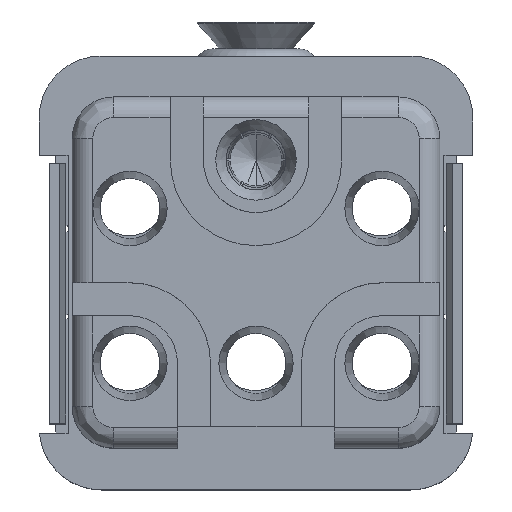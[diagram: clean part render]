
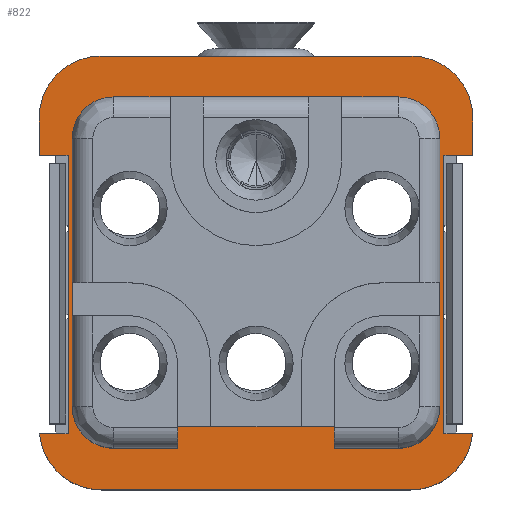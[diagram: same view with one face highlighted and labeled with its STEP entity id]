
A CAD part, top view. The second image highlights one B-rep face of the part: STEP entity #822.
In plain terms, the highlighted planar face has unit normal (0, 0, 1).
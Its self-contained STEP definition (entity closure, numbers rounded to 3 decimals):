
#822=ADVANCED_FACE('',(#1545,#1546),#1272,.T.);
#1272=PLANE('',#8307);
#1545=FACE_BOUND('',#1677,.T.);
#1546=FACE_BOUND('',#1678,.T.);
#1677=EDGE_LOOP('',(#2535,#2536,#2537,#2538,#2539,#2540,#2541,#2542,#2543,
#2544,#2545,#2546,#2547,#2548));
#1678=EDGE_LOOP('',(#2549,#2550,#2551,#2552,#2553,#2554,#2555,#2556,#2557,
#2558,#2559,#2560));
#2202=CIRCLE('',#8299,3.);
#2203=CIRCLE('',#8300,3.);
#2204=CIRCLE('',#8301,3.);
#2205=CIRCLE('',#8302,3.);
#2206=CIRCLE('',#8303,2.);
#2207=CIRCLE('',#8304,2.);
#2208=CIRCLE('',#8305,2.);
#2209=CIRCLE('',#8306,2.);
#2535=ORIENTED_EDGE('',*,*,#5738,.T.);
#2536=ORIENTED_EDGE('',*,*,#5739,.T.);
#2537=ORIENTED_EDGE('',*,*,#5740,.T.);
#2538=ORIENTED_EDGE('',*,*,#5741,.T.);
#2539=ORIENTED_EDGE('',*,*,#5742,.T.);
#2540=ORIENTED_EDGE('',*,*,#5743,.T.);
#2541=ORIENTED_EDGE('',*,*,#5744,.F.);
#2542=ORIENTED_EDGE('',*,*,#5745,.F.);
#2543=ORIENTED_EDGE('',*,*,#5746,.F.);
#2544=ORIENTED_EDGE('',*,*,#5747,.T.);
#2545=ORIENTED_EDGE('',*,*,#5748,.T.);
#2546=ORIENTED_EDGE('',*,*,#5749,.T.);
#2547=ORIENTED_EDGE('',*,*,#5750,.T.);
#2548=ORIENTED_EDGE('',*,*,#5751,.T.);
#2549=ORIENTED_EDGE('',*,*,#5752,.T.);
#2550=ORIENTED_EDGE('',*,*,#5753,.T.);
#2551=ORIENTED_EDGE('',*,*,#5754,.T.);
#2552=ORIENTED_EDGE('',*,*,#5755,.T.);
#2553=ORIENTED_EDGE('',*,*,#5756,.T.);
#2554=ORIENTED_EDGE('',*,*,#5757,.T.);
#2555=ORIENTED_EDGE('',*,*,#5758,.T.);
#2556=ORIENTED_EDGE('',*,*,#5759,.T.);
#2557=ORIENTED_EDGE('',*,*,#5760,.T.);
#2558=ORIENTED_EDGE('',*,*,#5761,.T.);
#2559=ORIENTED_EDGE('',*,*,#5762,.T.);
#2560=ORIENTED_EDGE('',*,*,#5763,.T.);
#4939=VERTEX_POINT('',#11232);
#4940=VERTEX_POINT('',#11233);
#4941=VERTEX_POINT('',#11235);
#4942=VERTEX_POINT('',#11237);
#4943=VERTEX_POINT('',#11239);
#4944=VERTEX_POINT('',#11241);
#4945=VERTEX_POINT('',#11243);
#4946=VERTEX_POINT('',#11245);
#4947=VERTEX_POINT('',#11247);
#4948=VERTEX_POINT('',#11249);
#4949=VERTEX_POINT('',#11251);
#4950=VERTEX_POINT('',#11253);
#4951=VERTEX_POINT('',#11255);
#4952=VERTEX_POINT('',#11257);
#4953=VERTEX_POINT('',#11260);
#4954=VERTEX_POINT('',#11261);
#4955=VERTEX_POINT('',#11263);
#4956=VERTEX_POINT('',#11265);
#4957=VERTEX_POINT('',#11267);
#4958=VERTEX_POINT('',#11269);
#4959=VERTEX_POINT('',#11271);
#4960=VERTEX_POINT('',#11273);
#4961=VERTEX_POINT('',#11275);
#4962=VERTEX_POINT('',#11277);
#4963=VERTEX_POINT('',#11279);
#4964=VERTEX_POINT('',#11281);
#5738=EDGE_CURVE('',#4939,#4940,#6921,.T.);
#5739=EDGE_CURVE('',#4940,#4941,#6922,.T.);
#5740=EDGE_CURVE('',#4941,#4942,#6923,.T.);
#5741=EDGE_CURVE('',#4942,#4943,#2202,.T.);
#5742=EDGE_CURVE('',#4943,#4944,#6924,.T.);
#5743=EDGE_CURVE('',#4944,#4945,#2203,.T.);
#5744=EDGE_CURVE('',#4946,#4945,#6925,.T.);
#5745=EDGE_CURVE('',#4947,#4946,#6926,.T.);
#5746=EDGE_CURVE('',#4948,#4947,#6927,.T.);
#5747=EDGE_CURVE('',#4948,#4949,#6928,.T.);
#5748=EDGE_CURVE('',#4949,#4950,#2204,.T.);
#5749=EDGE_CURVE('',#4950,#4951,#6929,.T.);
#5750=EDGE_CURVE('',#4951,#4952,#2205,.T.);
#5751=EDGE_CURVE('',#4952,#4939,#6930,.T.);
#5752=EDGE_CURVE('',#4953,#4954,#2206,.T.);
#5753=EDGE_CURVE('',#4954,#4955,#6931,.T.);
#5754=EDGE_CURVE('',#4955,#4956,#2207,.T.);
#5755=EDGE_CURVE('',#4956,#4957,#6932,.T.);
#5756=EDGE_CURVE('',#4957,#4958,#6933,.T.);
#5757=EDGE_CURVE('',#4958,#4959,#6934,.T.);
#5758=EDGE_CURVE('',#4959,#4960,#6935,.T.);
#5759=EDGE_CURVE('',#4960,#4961,#6936,.T.);
#5760=EDGE_CURVE('',#4961,#4962,#2208,.T.);
#5761=EDGE_CURVE('',#4962,#4963,#6937,.T.);
#5762=EDGE_CURVE('',#4963,#4964,#2209,.T.);
#5763=EDGE_CURVE('',#4964,#4953,#6938,.T.);
#6921=LINE('',#11231,#7604);
#6922=LINE('',#11234,#7605);
#6923=LINE('',#11236,#7606);
#6924=LINE('',#11240,#7607);
#6925=LINE('',#11244,#7608);
#6926=LINE('',#11246,#7609);
#6927=LINE('',#11248,#7610);
#6928=LINE('',#11250,#7611);
#6929=LINE('',#11254,#7612);
#6930=LINE('',#11258,#7613);
#6931=LINE('',#11262,#7614);
#6932=LINE('',#11266,#7615);
#6933=LINE('',#11268,#7616);
#6934=LINE('',#11270,#7617);
#6935=LINE('',#11272,#7618);
#6936=LINE('',#11274,#7619);
#6937=LINE('',#11278,#7620);
#6938=LINE('',#11282,#7621);
#7604=VECTOR('',#9077,1.);
#7605=VECTOR('',#9078,1.);
#7606=VECTOR('',#9079,1.);
#7607=VECTOR('',#9082,1.);
#7608=VECTOR('',#9085,1.);
#7609=VECTOR('',#9086,1.);
#7610=VECTOR('',#9087,1.);
#7611=VECTOR('',#9088,1.);
#7612=VECTOR('',#9091,1.);
#7613=VECTOR('',#9094,1.);
#7614=VECTOR('',#9097,1.);
#7615=VECTOR('',#9100,1.);
#7616=VECTOR('',#9101,1.);
#7617=VECTOR('',#9102,1.);
#7618=VECTOR('',#9103,1.);
#7619=VECTOR('',#9104,1.);
#7620=VECTOR('',#9107,1.);
#7621=VECTOR('',#9110,1.);
#8299=AXIS2_PLACEMENT_3D('',#11238,#9080,#9081);
#8300=AXIS2_PLACEMENT_3D('',#11242,#9083,#9084);
#8301=AXIS2_PLACEMENT_3D('',#11252,#9089,#9090);
#8302=AXIS2_PLACEMENT_3D('',#11256,#9092,#9093);
#8303=AXIS2_PLACEMENT_3D('',#11259,#9095,#9096);
#8304=AXIS2_PLACEMENT_3D('',#11264,#9098,#9099);
#8305=AXIS2_PLACEMENT_3D('',#11276,#9105,#9106);
#8306=AXIS2_PLACEMENT_3D('',#11280,#9108,#9109);
#8307=AXIS2_PLACEMENT_3D('',#11283,#9111,#9112);
#9077=DIRECTION('',(1.,0.,0.));
#9078=DIRECTION('',(0.,-1.,0.));
#9079=DIRECTION('',(-1.,0.,0.));
#9080=DIRECTION('',(0.,0.,1.));
#9081=DIRECTION('',(1.,0.,0.));
#9082=DIRECTION('',(1.,0.,0.));
#9083=DIRECTION('',(0.,0.,1.));
#9084=DIRECTION('',(1.,0.,0.));
#9085=DIRECTION('',(1.,0.,0.));
#9086=DIRECTION('',(0.,-1.,0.));
#9087=DIRECTION('',(-1.,0.,0.));
#9088=DIRECTION('',(0.,1.,0.));
#9089=DIRECTION('',(0.,0.,1.));
#9090=DIRECTION('',(1.,0.,0.));
#9091=DIRECTION('',(-1.,0.,0.));
#9092=DIRECTION('',(0.,0.,1.));
#9093=DIRECTION('',(1.,0.,0.));
#9094=DIRECTION('',(0.,-1.,0.));
#9095=DIRECTION('',(0.,0.,-1.));
#9096=DIRECTION('',(1.,0.,0.));
#9097=DIRECTION('',(0.,-1.,0.));
#9098=DIRECTION('',(0.,0.,-1.));
#9099=DIRECTION('',(1.,0.,0.));
#9100=DIRECTION('',(-1.,0.,0.));
#9101=DIRECTION('',(0.,1.,0.));
#9102=DIRECTION('',(-1.,0.,0.));
#9103=DIRECTION('',(0.,-1.,0.));
#9104=DIRECTION('',(-1.,0.,0.));
#9105=DIRECTION('',(0.,0.,-1.));
#9106=DIRECTION('',(1.,0.,0.));
#9107=DIRECTION('',(0.,1.,0.));
#9108=DIRECTION('',(0.,0.,-1.));
#9109=DIRECTION('',(1.,0.,0.));
#9110=DIRECTION('',(1.,0.,0.));
#9111=DIRECTION('',(0.,0.,1.));
#9112=DIRECTION('',(-1.,0.,0.));
#11231=CARTESIAN_POINT('',(-7.4,5.7,2.35));
#11232=CARTESIAN_POINT('',(-10.5,5.7,2.35));
#11233=CARTESIAN_POINT('',(-9.1,5.7,2.35));
#11234=CARTESIAN_POINT('',(-9.1,-7.4,2.35));
#11235=CARTESIAN_POINT('',(-9.1,-7.8,2.35));
#11236=CARTESIAN_POINT('',(-7.4,-7.8,2.35));
#11237=CARTESIAN_POINT('',(-10.485,-7.8,2.35));
#11238=CARTESIAN_POINT('',(-7.5,-7.5,2.35));
#11239=CARTESIAN_POINT('',(-7.5,-10.5,2.35));
#11240=CARTESIAN_POINT('',(-7.4,-10.5,2.35));
#11241=CARTESIAN_POINT('',(7.5,-10.5,2.35));
#11242=CARTESIAN_POINT('',(7.5,-7.5,2.35));
#11243=CARTESIAN_POINT('',(10.485,-7.8,2.35));
#11244=CARTESIAN_POINT('',(-7.4,-7.8,2.35));
#11245=CARTESIAN_POINT('',(9.1,-7.8,2.35));
#11246=CARTESIAN_POINT('',(9.1,-7.4,2.35));
#11247=CARTESIAN_POINT('',(9.1,5.7,2.35));
#11248=CARTESIAN_POINT('',(-7.4,5.7,2.35));
#11249=CARTESIAN_POINT('',(10.5,5.7,2.35));
#11250=CARTESIAN_POINT('',(10.5,-7.4,2.35));
#11251=CARTESIAN_POINT('',(10.5,7.5,2.35));
#11252=CARTESIAN_POINT('',(7.5,7.5,2.35));
#11253=CARTESIAN_POINT('',(7.5,10.5,2.35));
#11254=CARTESIAN_POINT('',(-7.4,10.5,2.35));
#11255=CARTESIAN_POINT('',(-7.5,10.5,2.35));
#11256=CARTESIAN_POINT('',(-7.5,7.5,2.35));
#11257=CARTESIAN_POINT('',(-10.5,7.5,2.35));
#11258=CARTESIAN_POINT('',(-10.5,-7.4,2.35));
#11259=CARTESIAN_POINT('',(6.9,6.5,2.35));
#11260=CARTESIAN_POINT('',(6.9,8.5,2.35));
#11261=CARTESIAN_POINT('',(8.9,6.5,2.35));
#11262=CARTESIAN_POINT('',(8.9,6.5,2.35));
#11263=CARTESIAN_POINT('',(8.9,-6.5,2.35));
#11264=CARTESIAN_POINT('',(6.9,-6.5,2.35));
#11265=CARTESIAN_POINT('',(6.9,-8.5,2.35));
#11266=CARTESIAN_POINT('',(6.9,-8.5,2.35));
#11267=CARTESIAN_POINT('',(3.8,-8.5,2.35));
#11268=CARTESIAN_POINT('',(3.8,-8.5,2.35));
#11269=CARTESIAN_POINT('',(3.8,-7.45,2.35));
#11270=CARTESIAN_POINT('',(3.8,-7.45,2.35));
#11271=CARTESIAN_POINT('',(-3.8,-7.45,2.35));
#11272=CARTESIAN_POINT('',(-3.8,-7.45,2.35));
#11273=CARTESIAN_POINT('',(-3.8,-8.5,2.35));
#11274=CARTESIAN_POINT('',(-3.8,-8.5,2.35));
#11275=CARTESIAN_POINT('',(-6.9,-8.5,2.35));
#11276=CARTESIAN_POINT('',(-6.9,-6.5,2.35));
#11277=CARTESIAN_POINT('',(-8.9,-6.5,2.35));
#11278=CARTESIAN_POINT('',(-8.9,-6.5,2.35));
#11279=CARTESIAN_POINT('',(-8.9,6.5,2.35));
#11280=CARTESIAN_POINT('',(-6.9,6.5,2.35));
#11281=CARTESIAN_POINT('',(-6.9,8.5,2.35));
#11282=CARTESIAN_POINT('',(-6.9,8.5,2.35));
#11283=CARTESIAN_POINT('',(-7.4,-7.4,2.35));
